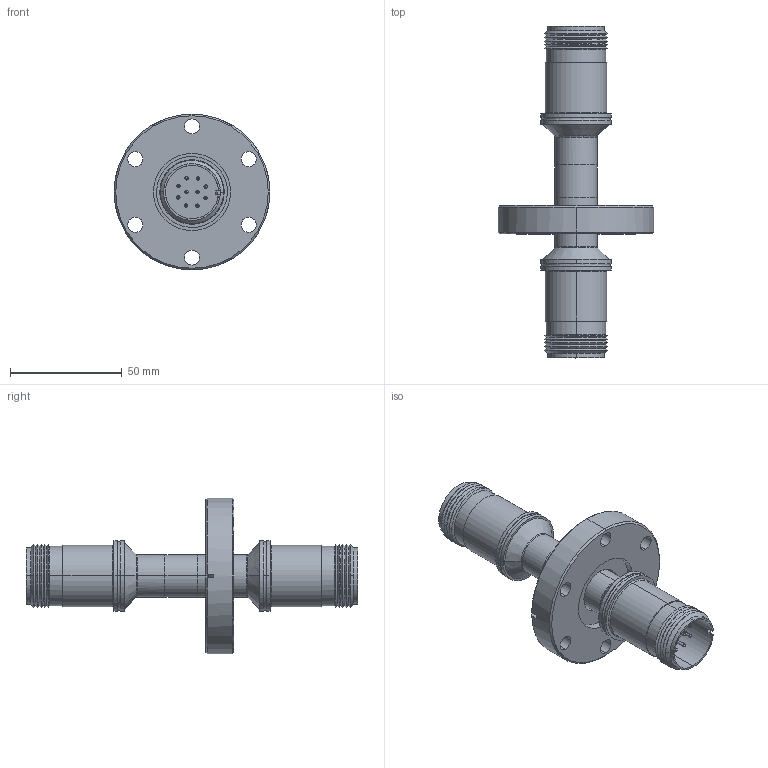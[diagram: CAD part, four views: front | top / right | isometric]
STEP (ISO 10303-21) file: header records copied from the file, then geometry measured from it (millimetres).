
FILE_DESCRIPTION (( 'STEP AP203' ), '1' );
FILE_NAME ('A2576-1-CF.STEP', '2013-03-18T17:57:09', ( '' ), ( '' ), 'SwSTEP 2.0', 'SolidWorks 2012', '' );
FILE_SCHEMA (( 'CONFIG_CONTROL_DESIGN' ));
Length unit declared in the file: inch
Products named in the file (1): A2576-1-CF
Bounding box: 69.85 x 148.72 x 69.85 mm (x, y, z)
Volume: 66228.2 mm3; surface area: 51438.3 mm2
Topology: 1 solids, 11 shells, 716 faces, 1834 edges, 1194 vertices
Faces by surface type: cylinder 379, plane 144, cone 117, bspline 76
Entity records: 23703 total; most frequent: CARTESIAN_POINT 6163, DIRECTION 3808, ORIENTED_EDGE 3668, EDGE_CURVE 1834, AXIS2_PLACEMENT_3D 1615, VERTEX_POINT 1194, CIRCLE 974, EDGE_LOOP 896
